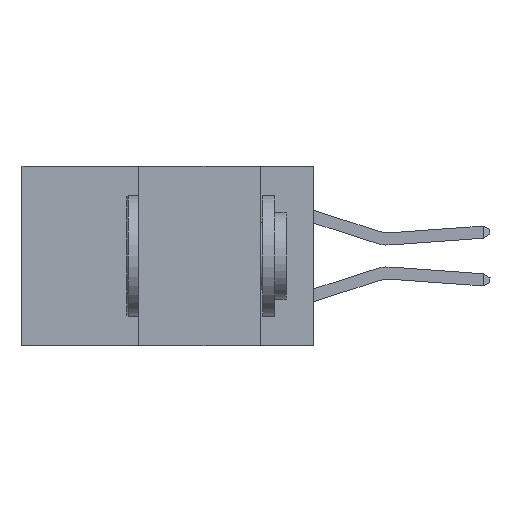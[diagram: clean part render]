
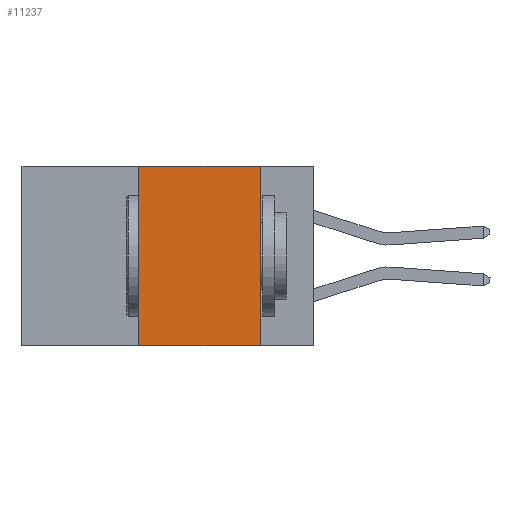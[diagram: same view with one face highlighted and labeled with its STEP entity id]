
A CAD part, left-side view. The second image highlights one B-rep face of the part: STEP entity #11237.
In plain terms, the highlighted planar face has unit normal (-1, 0, 0).
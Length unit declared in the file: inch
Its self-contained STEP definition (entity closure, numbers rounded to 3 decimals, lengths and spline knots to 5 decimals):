
#144 = VERTEX_POINT ( 'NONE', #17280 ) ;
#411 = LINE ( 'NONE', #18736, #18886 ) ;
#764 = AXIS2_PLACEMENT_3D ( 'NONE', #10606, #7674, #17785 ) ;
#2161 = ORIENTED_EDGE ( 'NONE', *, *, #13971, .F. ) ;
#2245 = CARTESIAN_POINT ( 'NONE',  ( 0., 0.11, -0.37 ) ) ;
#2253 = ORIENTED_EDGE ( 'NONE', *, *, #2455, .F. ) ;
#2355 = ORIENTED_EDGE ( 'NONE', *, *, #7464, .F. ) ;
#2455 = EDGE_CURVE ( 'NONE', #16940, #144, #16990, .T. ) ;
#2498 = CARTESIAN_POINT ( 'NONE',  ( 0., 0.6, -0.37 ) ) ;
#2754 = ORIENTED_EDGE ( 'NONE', *, *, #16428, .T. ) ;
#3013 = VERTEX_POINT ( 'NONE', #2245 ) ;
#4357 = DIRECTION ( 'NONE',  ( 0., 0., -1. ) ) ;
#5012 = FACE_OUTER_BOUND ( 'NONE', #18683, .T. ) ;
#6392 = DIRECTION ( 'NONE',  ( 0., -1., 0. ) ) ;
#6541 = VECTOR ( 'NONE', #8053, 39.37008 ) ;
#6609 = CARTESIAN_POINT ( 'NONE',  ( 0., 0.36, 0. ) ) ;
#6640 = CARTESIAN_POINT ( 'NONE',  ( 0., 0.6, 0. ) ) ;
#7464 = EDGE_CURVE ( 'NONE', #13948, #16940, #18056, .T. ) ;
#7674 = DIRECTION ( 'NONE',  ( 1., 0., 0. ) ) ;
#8053 = DIRECTION ( 'NONE',  ( 0., 0., 1. ) ) ;
#9301 = VECTOR ( 'NONE', #6392, 39.37008 ) ;
#10606 = CARTESIAN_POINT ( 'NONE',  ( 0., 0.6, 0. ) ) ;
#11237 = ADVANCED_FACE ( 'NONE', ( #5012 ), #16336, .F. ) ;
#13067 = CARTESIAN_POINT ( 'NONE',  ( 0., 0.36, -0.37 ) ) ;
#13690 = LINE ( 'NONE', #2498, #16995 ) ;
#13948 = VERTEX_POINT ( 'NONE', #13067 ) ;
#13971 = EDGE_CURVE ( 'NONE', #144, #3013, #411, .T. ) ;
#14219 = DIRECTION ( 'NONE',  ( 0., -1., 0. ) ) ;
#16336 = PLANE ( 'NONE',  #764 ) ;
#16428 = EDGE_CURVE ( 'NONE', #13948, #3013, #13690, .T. ) ;
#16636 = CARTESIAN_POINT ( 'NONE',  ( 0., 0.36, 0. ) ) ;
#16940 = VERTEX_POINT ( 'NONE', #16636 ) ;
#16990 = LINE ( 'NONE', #6640, #9301 ) ;
#16995 = VECTOR ( 'NONE', #14219, 39.37008 ) ;
#17280 = CARTESIAN_POINT ( 'NONE',  ( 0., 0.11, 0. ) ) ;
#17785 = DIRECTION ( 'NONE',  ( 0., 0., -1. ) ) ;
#18056 = LINE ( 'NONE', #6609, #6541 ) ;
#18683 = EDGE_LOOP ( 'NONE', ( #2161, #2253, #2355, #2754 ) ) ;
#18736 = CARTESIAN_POINT ( 'NONE',  ( 0., 0.11, 0. ) ) ;
#18886 = VECTOR ( 'NONE', #4357, 39.37008 ) ;
